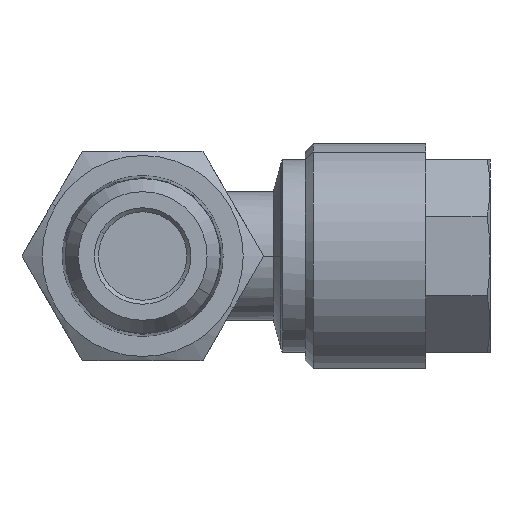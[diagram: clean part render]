
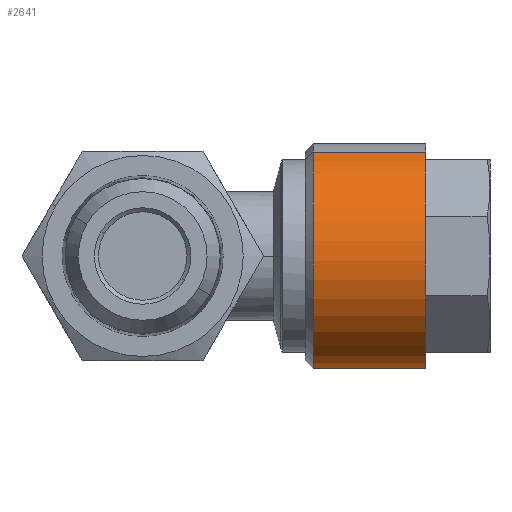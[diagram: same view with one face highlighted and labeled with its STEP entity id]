
A CAD part, front view. The second image highlights one B-rep face of the part: STEP entity #2641.
In plain terms, the highlighted cylindrical face has radius 7 mm (diameter 14 mm), a partial arc.
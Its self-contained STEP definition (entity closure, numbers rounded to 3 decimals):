
#831 = EDGE_CURVE ( 'NONE', #1787, #1780, #3604, .T. ) ;
#832 = EDGE_CURVE ( 'NONE', #1780, #1798, #3601, .T. ) ;
#833 = EDGE_CURVE ( 'NONE', #1797, #1798, #3605, .T. ) ;
#834 = EDGE_CURVE ( 'NONE', #1787, #1797, #3602, .T. ) ;
#1006 = CARTESIAN_POINT ( 'NONE',  ( 10.1, 20., 0. ) ) ;
#1007 = DIRECTION ( 'NONE',  ( -1., 0., 0. ) ) ;
#1015 = DIRECTION ( 'NONE',  ( 0., 0.383, -0.924 ) ) ;
#1603 = EDGE_LOOP ( 'NONE', ( #3646, #3647, #3648, #3649 ) ) ;
#1780 = VERTEX_POINT ( 'NONE', #2420 ) ;
#1787 = VERTEX_POINT ( 'NONE', #2427 ) ;
#1797 = VERTEX_POINT ( 'NONE', #2437 ) ;
#1798 = VERTEX_POINT ( 'NONE', #2438 ) ;
#1854 = FACE_OUTER_BOUND ( 'NONE', #1603, .T. ) ;
#1862 = CYLINDRICAL_SURFACE ( 'NONE', #3305, 7. ) ;
#2311 = DIRECTION ( 'NONE',  ( -1., 0., 0. ) ) ;
#2313 = DIRECTION ( 'NONE',  ( -1., 0., 0. ) ) ;
#2314 = CARTESIAN_POINT ( 'NONE',  ( 10.1, 17.321, 6.467 ) ) ;
#2315 = CARTESIAN_POINT ( 'NONE',  ( 17.6, 20., 0. ) ) ;
#2316 = DIRECTION ( 'NONE',  ( -1., 0., 0. ) ) ;
#2317 = DIRECTION ( 'NONE',  ( 0., -0.383, 0.924 ) ) ;
#2320 = CARTESIAN_POINT ( 'NONE',  ( 10.1, 22.679, -6.467 ) ) ;
#2321 = CARTESIAN_POINT ( 'NONE',  ( 10.6, 20., 0. ) ) ;
#2322 = DIRECTION ( 'NONE',  ( -1., 0., 0. ) ) ;
#2323 = DIRECTION ( 'NONE',  ( 0., 0.383, -0.924 ) ) ;
#2420 = CARTESIAN_POINT ( 'NONE',  ( 17.6, 17.321, 6.467 ) ) ;
#2427 = CARTESIAN_POINT ( 'NONE',  ( 17.6, 22.679, -6.467 ) ) ;
#2437 = CARTESIAN_POINT ( 'NONE',  ( 10.6, 22.679, -6.467 ) ) ;
#2438 = CARTESIAN_POINT ( 'NONE',  ( 10.6, 17.321, 6.467 ) ) ;
#2641 = ADVANCED_FACE ( 'NONE', ( #1854 ), #1862, .T. ) ;
#2718 = AXIS2_PLACEMENT_3D ( 'NONE', #2315, #2316, #2317 ) ;
#2719 = AXIS2_PLACEMENT_3D ( 'NONE', #2321, #2322, #2323 ) ;
#3305 = AXIS2_PLACEMENT_3D ( 'NONE', #1006, #1007, #1015 ) ;
#3601 = LINE ( 'NONE', #2314, #3606 ) ;
#3602 = LINE ( 'NONE', #2320, #3609 ) ;
#3604 = CIRCLE ( 'NONE', #2718, 7. ) ;
#3605 = CIRCLE ( 'NONE', #2719, 7. ) ;
#3606 = VECTOR ( 'NONE', #2311, 1000. ) ;
#3609 = VECTOR ( 'NONE', #2313, 1000. ) ;
#3646 = ORIENTED_EDGE ( 'NONE', *, *, #831, .T. ) ;
#3647 = ORIENTED_EDGE ( 'NONE', *, *, #832, .T. ) ;
#3648 = ORIENTED_EDGE ( 'NONE', *, *, #833, .F. ) ;
#3649 = ORIENTED_EDGE ( 'NONE', *, *, #834, .F. ) ;
